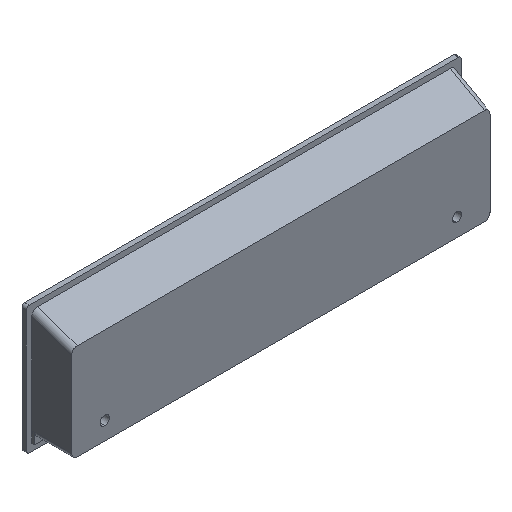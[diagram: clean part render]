
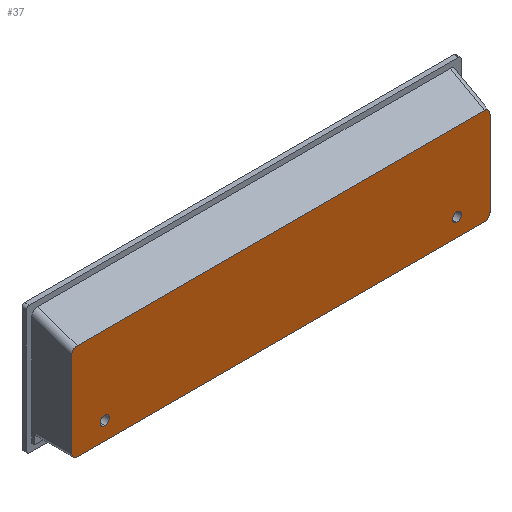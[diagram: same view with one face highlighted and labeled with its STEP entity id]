
A CAD part, isometric view. The second image highlights one B-rep face of the part: STEP entity #37.
In plain terms, the highlighted planar face has unit normal (0, -1, 0).
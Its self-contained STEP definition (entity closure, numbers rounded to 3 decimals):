
#2 = LINE ( 'NONE', #1557, #493 ) ;
#3 =( BOUNDED_CURVE ( )  B_SPLINE_CURVE ( 3, ( #1860, #605, #1220, #1103 ),
 .UNSPECIFIED., .F., .F. ) 
 B_SPLINE_CURVE_WITH_KNOTS ( ( 4, 4 ),
 ( 1.752, 3.292 ),
 .UNSPECIFIED. ) 
 CURVE ( )  GEOMETRIC_REPRESENTATION_ITEM ( )  RATIONAL_B_SPLINE_CURVE ( ( 1., 0.812, 0.812, 1. ) ) 
 REPRESENTATION_ITEM ( '' )  );
#5 = VERTEX_POINT ( 'NONE', #906 ) ;
#37 = ADVANCED_FACE ( 'NONE', ( #1935, #1022, #1352 ), #1783, .T. ) ;
#52 = CARTESIAN_POINT ( 'NONE',  ( -74.055, 0., 28.5 ) ) ;
#55 = CARTESIAN_POINT ( 'NONE',  ( -73.984, 0., -6.5 ) ) ;
#107 = ORIENTED_EDGE ( 'NONE', *, *, #1738, .T. ) ;
#139 = VECTOR ( 'NONE', #1806, 1000. ) ;
#158 = ORIENTED_EDGE ( 'NONE', *, *, #976, .F. ) ;
#187 = LINE ( 'NONE', #1265, #1961 ) ;
#199 = VERTEX_POINT ( 'NONE', #52 ) ;
#219 = VERTEX_POINT ( 'NONE', #523 ) ;
#252 = EDGE_CURVE ( 'NONE', #1150, #219, #1912, .T. ) ;
#268 = DIRECTION ( 'NONE',  ( 0., 0., -1. ) ) ;
#278 = VERTEX_POINT ( 'NONE', #1820 ) ;
#281 = CARTESIAN_POINT ( 'NONE',  ( 74.055, 0., 28.5 ) ) ;
#297 = DIRECTION ( 'NONE',  ( -1., 0., 0. ) ) ;
#310 = EDGE_LOOP ( 'NONE', ( #1188, #1638 ) ) ;
#411 = DIRECTION ( 'NONE',  ( 0., -1., 0. ) ) ;
#432 = CIRCLE ( 'NONE', #535, 1.65 ) ;
#441 =( BOUNDED_CURVE ( )  B_SPLINE_CURVE ( 3, ( #1323, #704, #738, #1196 ),
 .UNSPECIFIED., .F., .F. ) 
 B_SPLINE_CURVE_WITH_KNOTS ( ( 4, 4 ),
 ( 2.991, 4.532 ),
 .UNSPECIFIED. ) 
 CURVE ( )  GEOMETRIC_REPRESENTATION_ITEM ( )  RATIONAL_B_SPLINE_CURVE ( ( 1., 0.812, 0.812, 1. ) ) 
 REPRESENTATION_ITEM ( '' )  );
#460 = CARTESIAN_POINT ( 'NONE',  ( 76., 0., -5.663 ) ) ;
#463 = CARTESIAN_POINT ( 'NONE',  ( -64., 0., 0. ) ) ;
#493 = VECTOR ( 'NONE', #297, 1000. ) ;
#507 =( BOUNDED_CURVE ( )  B_SPLINE_CURVE ( 3, ( #1968, #1379, #460, #1208 ),
 .UNSPECIFIED., .F., .F. ) 
 B_SPLINE_CURVE_WITH_KNOTS ( ( 4, 4 ),
 ( 0.783, 2.359 ),
 .UNSPECIFIED. ) 
 CURVE ( )  GEOMETRIC_REPRESENTATION_ITEM ( )  RATIONAL_B_SPLINE_CURVE ( ( 1., 0.803, 0.803, 1. ) ) 
 REPRESENTATION_ITEM ( '' )  );
#518 = AXIS2_PLACEMENT_3D ( 'NONE', #876, #411, #268 ) ;
#523 = CARTESIAN_POINT ( 'NONE',  ( -64., 0., -1.65 ) ) ;
#535 = AXIS2_PLACEMENT_3D ( 'NONE', #1894, #1448, #972 ) ;
#543 = AXIS2_PLACEMENT_3D ( 'NONE', #463, #1515, #1843 ) ;
#550 = ORIENTED_EDGE ( 'NONE', *, *, #1636, .F. ) ;
#581 = CARTESIAN_POINT ( 'NONE',  ( 73.984, 0., -6.5 ) ) ;
#592 = LINE ( 'NONE', #1060, #139 ) ;
#605 = CARTESIAN_POINT ( 'NONE',  ( 76., 0., 27.628 ) ) ;
#630 = DIRECTION ( 'NONE',  ( 0., -1., 0. ) ) ;
#633 = EDGE_CURVE ( 'NONE', #5, #1782, #1670, .T. ) ;
#675 = EDGE_CURVE ( 'NONE', #1202, #1782, #507, .T. ) ;
#678 = EDGE_CURVE ( 'NONE', #199, #1277, #592, .T. ) ;
#704 = CARTESIAN_POINT ( 'NONE',  ( -75.201, 0., 28.5 ) ) ;
#709 = CARTESIAN_POINT ( 'NONE',  ( 76., 0., -4.484 ) ) ;
#738 = CARTESIAN_POINT ( 'NONE',  ( -76., 0., 27.628 ) ) ;
#772 = VERTEX_POINT ( 'NONE', #1269 ) ;
#827 = CARTESIAN_POINT ( 'NONE',  ( -76., 0., -5.663 ) ) ;
#846 = DIRECTION ( 'NONE',  ( 0., -1., 0. ) ) ;
#876 = CARTESIAN_POINT ( 'NONE',  ( 0., 0., 0. ) ) ;
#905 = VERTEX_POINT ( 'NONE', #1325 ) ;
#906 = CARTESIAN_POINT ( 'NONE',  ( 76., 0., 26.377 ) ) ;
#910 = CARTESIAN_POINT ( 'NONE',  ( 76., 0., 28.5 ) ) ;
#911 = ORIENTED_EDGE ( 'NONE', *, *, #1147, .F. ) ;
#912 = CARTESIAN_POINT ( 'NONE',  ( 64., 0., -1.65 ) ) ;
#959 = ORIENTED_EDGE ( 'NONE', *, *, #678, .F. ) ;
#963 = CARTESIAN_POINT ( 'NONE',  ( 64., 0., 0. ) ) ;
#972 = DIRECTION ( 'NONE',  ( 0., 0., -1. ) ) ;
#976 = EDGE_CURVE ( 'NONE', #1202, #772, #2, .T. ) ;
#1022 = FACE_BOUND ( 'NONE', #310, .T. ) ;
#1039 = AXIS2_PLACEMENT_3D ( 'NONE', #963, #846, #1143 ) ;
#1059 = EDGE_LOOP ( 'NONE', ( #1095, #550 ) ) ;
#1060 = CARTESIAN_POINT ( 'NONE',  ( -76., 0., 28.5 ) ) ;
#1071 = EDGE_CURVE ( 'NONE', #5, #1277, #3, .T. ) ;
#1074 = VERTEX_POINT ( 'NONE', #912 ) ;
#1095 = ORIENTED_EDGE ( 'NONE', *, *, #1327, .F. ) ;
#1103 = CARTESIAN_POINT ( 'NONE',  ( 74.055, 0., 28.5 ) ) ;
#1114 = DIRECTION ( 'NONE',  ( 0., 0., 1. ) ) ;
#1125 = CARTESIAN_POINT ( 'NONE',  ( -64., 0., 1.65 ) ) ;
#1140 = AXIS2_PLACEMENT_3D ( 'NONE', #1257, #630, #1864 ) ;
#1143 = DIRECTION ( 'NONE',  ( 0., 0., -1. ) ) ;
#1145 = CIRCLE ( 'NONE', #1039, 1.65 ) ;
#1147 = EDGE_CURVE ( 'NONE', #278, #1302, #187, .T. ) ;
#1150 = VERTEX_POINT ( 'NONE', #1125 ) ;
#1188 = ORIENTED_EDGE ( 'NONE', *, *, #1437, .F. ) ;
#1196 = CARTESIAN_POINT ( 'NONE',  ( -76., 0., 26.377 ) ) ;
#1202 = VERTEX_POINT ( 'NONE', #581 ) ;
#1207 = EDGE_CURVE ( 'NONE', #199, #1302, #441, .T. ) ;
#1208 = CARTESIAN_POINT ( 'NONE',  ( 76., 0., -4.484 ) ) ;
#1219 = ORIENTED_EDGE ( 'NONE', *, *, #633, .F. ) ;
#1220 = CARTESIAN_POINT ( 'NONE',  ( 75.201, 0., 28.5 ) ) ;
#1236 = EDGE_LOOP ( 'NONE', ( #911, #107, #158, #1948, #1219, #1896, #959, #1669 ) ) ;
#1238 = CARTESIAN_POINT ( 'NONE',  ( -76., 0., 26.377 ) ) ;
#1257 = CARTESIAN_POINT ( 'NONE',  ( 64., 0., 0. ) ) ;
#1265 = CARTESIAN_POINT ( 'NONE',  ( -76., 0., 28.5 ) ) ;
#1269 = CARTESIAN_POINT ( 'NONE',  ( -73.984, 0., -6.5 ) ) ;
#1273 = VECTOR ( 'NONE', #1524, 1000. ) ;
#1277 = VERTEX_POINT ( 'NONE', #281 ) ;
#1302 = VERTEX_POINT ( 'NONE', #1238 ) ;
#1323 = CARTESIAN_POINT ( 'NONE',  ( -74.055, 0., 28.5 ) ) ;
#1325 = CARTESIAN_POINT ( 'NONE',  ( 64., 0., 1.65 ) ) ;
#1327 = EDGE_CURVE ( 'NONE', #1074, #905, #1398, .T. ) ;
#1352 = FACE_OUTER_BOUND ( 'NONE', #1236, .T. ) ;
#1379 = CARTESIAN_POINT ( 'NONE',  ( 75.163, 0., -6.5 ) ) ;
#1398 = CIRCLE ( 'NONE', #1140, 1.65 ) ;
#1437 = EDGE_CURVE ( 'NONE', #219, #1150, #432, .T. ) ;
#1440 = CARTESIAN_POINT ( 'NONE',  ( -75.163, 0., -6.5 ) ) ;
#1448 = DIRECTION ( 'NONE',  ( 0., -1., 0. ) ) ;
#1515 = DIRECTION ( 'NONE',  ( 0., -1., 0. ) ) ;
#1524 = DIRECTION ( 'NONE',  ( 0., 0., -1. ) ) ;
#1557 = CARTESIAN_POINT ( 'NONE',  ( -76., 0., -6.5 ) ) ;
#1636 = EDGE_CURVE ( 'NONE', #905, #1074, #1145, .T. ) ;
#1638 = ORIENTED_EDGE ( 'NONE', *, *, #252, .F. ) ;
#1659 =( BOUNDED_CURVE ( )  B_SPLINE_CURVE ( 3, ( #1907, #827, #1440, #55 ),
 .UNSPECIFIED., .F., .F. ) 
 B_SPLINE_CURVE_WITH_KNOTS ( ( 4, 4 ),
 ( 3.924, 5.501 ),
 .UNSPECIFIED. ) 
 CURVE ( )  GEOMETRIC_REPRESENTATION_ITEM ( )  RATIONAL_B_SPLINE_CURVE ( ( 1., 0.803, 0.803, 1. ) ) 
 REPRESENTATION_ITEM ( '' )  );
#1669 = ORIENTED_EDGE ( 'NONE', *, *, #1207, .T. ) ;
#1670 = LINE ( 'NONE', #910, #1273 ) ;
#1738 = EDGE_CURVE ( 'NONE', #278, #772, #1659, .T. ) ;
#1782 = VERTEX_POINT ( 'NONE', #709 ) ;
#1783 = PLANE ( 'NONE',  #518 ) ;
#1806 = DIRECTION ( 'NONE',  ( 1., 0., 0. ) ) ;
#1820 = CARTESIAN_POINT ( 'NONE',  ( -76., 0., -4.484 ) ) ;
#1843 = DIRECTION ( 'NONE',  ( 0., 0., -1. ) ) ;
#1860 = CARTESIAN_POINT ( 'NONE',  ( 76., 0., 26.377 ) ) ;
#1864 = DIRECTION ( 'NONE',  ( 0., 0., -1. ) ) ;
#1894 = CARTESIAN_POINT ( 'NONE',  ( -64., 0., 0. ) ) ;
#1896 = ORIENTED_EDGE ( 'NONE', *, *, #1071, .T. ) ;
#1907 = CARTESIAN_POINT ( 'NONE',  ( -76., 0., -4.484 ) ) ;
#1912 = CIRCLE ( 'NONE', #543, 1.65 ) ;
#1935 = FACE_BOUND ( 'NONE', #1059, .T. ) ;
#1948 = ORIENTED_EDGE ( 'NONE', *, *, #675, .T. ) ;
#1961 = VECTOR ( 'NONE', #1114, 1000. ) ;
#1968 = CARTESIAN_POINT ( 'NONE',  ( 73.984, 0., -6.5 ) ) ;
